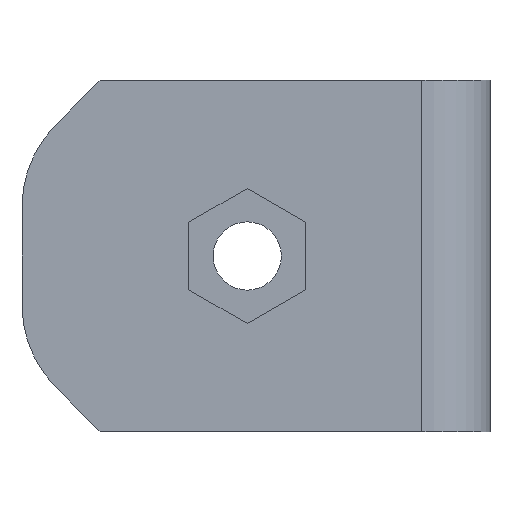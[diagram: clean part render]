
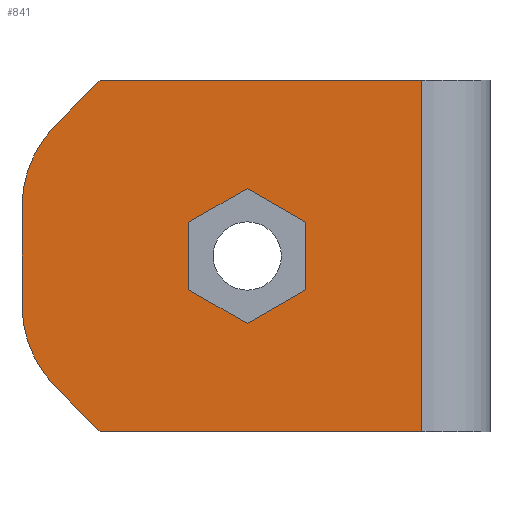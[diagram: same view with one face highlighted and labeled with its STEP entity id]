
A CAD part, left-side view. The second image highlights one B-rep face of the part: STEP entity #841.
In plain terms, the highlighted planar face has unit normal (-1, 0, 0).
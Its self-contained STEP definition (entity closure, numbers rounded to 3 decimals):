
#26=FACE_BOUND('',#114,.T.);
#35=CIRCLE('',#905,6.);
#37=CIRCLE('',#908,6.);
#67=FACE_OUTER_BOUND('',#113,.T.);
#113=EDGE_LOOP('',(#672,#673,#674,#675,#676,#677,#678,#679));
#114=EDGE_LOOP('',(#680,#681,#682,#683,#684,#685));
#154=LINE('',#1206,#258);
#184=LINE('',#1269,#288);
#194=LINE('',#1292,#298);
#198=LINE('',#1300,#302);
#201=LINE('',#1306,#305);
#204=LINE('',#1312,#308);
#207=LINE('',#1318,#311);
#210=LINE('',#1323,#314);
#214=LINE('',#1339,#318);
#215=LINE('',#1342,#319);
#216=LINE('',#1343,#320);
#217=LINE('',#1344,#321);
#258=VECTOR('',#967,10.);
#288=VECTOR('',#1017,10.);
#298=VECTOR('',#1039,10.);
#302=VECTOR('',#1045,10.);
#305=VECTOR('',#1050,10.);
#308=VECTOR('',#1055,10.);
#311=VECTOR('',#1060,10.);
#314=VECTOR('',#1065,10.);
#318=VECTOR('',#1081,10.);
#319=VECTOR('',#1084,10.);
#320=VECTOR('',#1085,10.);
#321=VECTOR('',#1086,10.);
#363=VERTEX_POINT('',#1203);
#364=VERTEX_POINT('',#1205);
#386=VERTEX_POINT('',#1266);
#387=VERTEX_POINT('',#1268);
#393=VERTEX_POINT('',#1290);
#394=VERTEX_POINT('',#1291);
#397=VERTEX_POINT('',#1299);
#399=VERTEX_POINT('',#1305);
#401=VERTEX_POINT('',#1311);
#403=VERTEX_POINT('',#1317);
#406=VERTEX_POINT('',#1329);
#407=VERTEX_POINT('',#1330);
#410=VERTEX_POINT('',#1338);
#411=VERTEX_POINT('',#1340);
#445=EDGE_CURVE('',#364,#363,#154,.T.);
#477=EDGE_CURVE('',#386,#387,#184,.T.);
#488=EDGE_CURVE('',#393,#394,#194,.T.);
#492=EDGE_CURVE('',#397,#393,#198,.T.);
#495=EDGE_CURVE('',#399,#397,#201,.T.);
#498=EDGE_CURVE('',#401,#399,#204,.T.);
#501=EDGE_CURVE('',#403,#401,#207,.T.);
#504=EDGE_CURVE('',#394,#403,#210,.T.);
#507=EDGE_CURVE('',#406,#407,#35,.T.);
#511=EDGE_CURVE('',#410,#406,#214,.T.);
#512=EDGE_CURVE('',#411,#410,#37,.T.);
#513=EDGE_CURVE('',#364,#411,#215,.T.);
#514=EDGE_CURVE('',#363,#387,#216,.T.);
#515=EDGE_CURVE('',#407,#386,#217,.T.);
#672=ORIENTED_EDGE('',*,*,#507,.F.);
#673=ORIENTED_EDGE('',*,*,#511,.F.);
#674=ORIENTED_EDGE('',*,*,#512,.F.);
#675=ORIENTED_EDGE('',*,*,#513,.F.);
#676=ORIENTED_EDGE('',*,*,#445,.T.);
#677=ORIENTED_EDGE('',*,*,#514,.T.);
#678=ORIENTED_EDGE('',*,*,#477,.F.);
#679=ORIENTED_EDGE('',*,*,#515,.F.);
#680=ORIENTED_EDGE('',*,*,#488,.T.);
#681=ORIENTED_EDGE('',*,*,#504,.T.);
#682=ORIENTED_EDGE('',*,*,#501,.T.);
#683=ORIENTED_EDGE('',*,*,#498,.T.);
#684=ORIENTED_EDGE('',*,*,#495,.T.);
#685=ORIENTED_EDGE('',*,*,#492,.T.);
#805=PLANE('',#907);
#841=ADVANCED_FACE('',(#67,#26),#805,.T.);
#905=AXIS2_PLACEMENT_3D('',#1331,#1073,#1074);
#907=AXIS2_PLACEMENT_3D('',#1337,#1079,#1080);
#908=AXIS2_PLACEMENT_3D('',#1341,#1082,#1083);
#967=DIRECTION('',(0.,-1.,0.));
#1017=DIRECTION('',(0.,-1.,0.));
#1039=DIRECTION('',(0.,0.,1.));
#1045=DIRECTION('',(0.,0.866,0.5));
#1050=DIRECTION('',(0.,0.866,-0.5));
#1055=DIRECTION('',(0.,0.,-1.));
#1060=DIRECTION('',(0.,-0.866,-0.5));
#1065=DIRECTION('',(0.,-0.866,0.5));
#1073=DIRECTION('center_axis',(1.,0.,0.));
#1074=DIRECTION('ref_axis',(0.,0.924,0.383));
#1079=DIRECTION('center_axis',(-1.,0.,0.));
#1080=DIRECTION('ref_axis',(0.,-1.,0.));
#1081=DIRECTION('',(0.,0.,1.));
#1082=DIRECTION('center_axis',(1.,0.,0.));
#1083=DIRECTION('ref_axis',(0.,0.924,-0.383));
#1084=DIRECTION('',(0.,0.707,0.707));
#1085=DIRECTION('',(0.,0.,1.));
#1086=DIRECTION('',(0.,-0.707,0.707));
#1203=CARTESIAN_POINT('',(-3.5,-1.4,0.));
#1205=CARTESIAN_POINT('',(-3.5,15.1,0.));
#1206=CARTESIAN_POINT('',(-3.5,19.1,0.));
#1266=CARTESIAN_POINT('',(-3.5,15.1,18.));
#1268=CARTESIAN_POINT('',(-3.5,-1.4,18.));
#1269=CARTESIAN_POINT('',(-3.5,19.1,18.));
#1290=CARTESIAN_POINT('',(-3.5,10.55,7.268));
#1291=CARTESIAN_POINT('',(-3.5,10.55,10.732));
#1292=CARTESIAN_POINT('',(-3.5,10.55,3.634));
#1299=CARTESIAN_POINT('',(-3.5,7.55,5.536));
#1300=CARTESIAN_POINT('',(-3.5,10.683,7.345));
#1305=CARTESIAN_POINT('',(-3.5,4.55,7.268));
#1306=CARTESIAN_POINT('',(-3.5,11.58,3.209));
#1311=CARTESIAN_POINT('',(-3.5,4.55,10.732));
#1312=CARTESIAN_POINT('',(-3.5,4.55,5.366));
#1317=CARTESIAN_POINT('',(-3.5,7.55,12.464));
#1318=CARTESIAN_POINT('',(-3.5,9.183,13.407));
#1323=CARTESIAN_POINT('',(-3.5,16.08,7.539));
#1329=CARTESIAN_POINT('',(-3.5,19.1,11.515));
#1330=CARTESIAN_POINT('',(-3.5,17.343,15.757));
#1331=CARTESIAN_POINT('Origin',(-3.5,13.1,11.515));
#1337=CARTESIAN_POINT('Origin',(-3.5,19.1,0.));
#1338=CARTESIAN_POINT('',(-3.5,19.1,6.485));
#1339=CARTESIAN_POINT('',(-3.5,19.1,0.));
#1340=CARTESIAN_POINT('',(-3.5,17.343,2.243));
#1341=CARTESIAN_POINT('Origin',(-3.5,13.1,6.485));
#1342=CARTESIAN_POINT('',(-3.5,17.1,2.));
#1343=CARTESIAN_POINT('',(-3.5,-1.4,0.));
#1344=CARTESIAN_POINT('',(-3.5,21.6,11.5));
